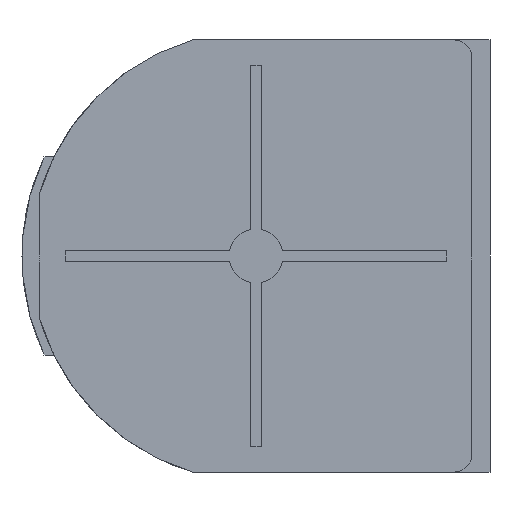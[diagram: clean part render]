
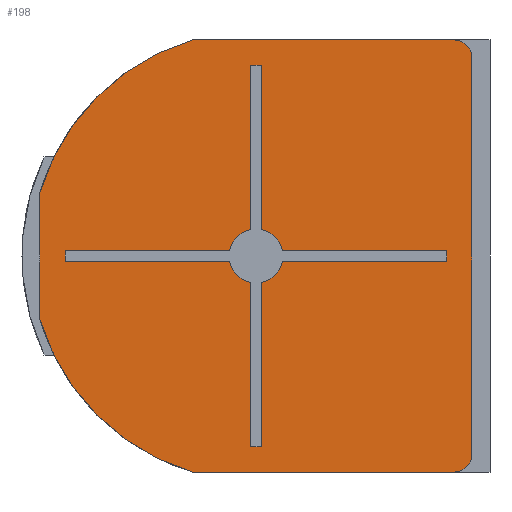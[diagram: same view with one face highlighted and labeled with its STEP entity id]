
A CAD part, left-side view. The second image highlights one B-rep face of the part: STEP entity #198.
In plain terms, the highlighted planar face has unit normal (-1, 0, 0).
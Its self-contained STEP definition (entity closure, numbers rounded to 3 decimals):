
#105=FACE_BOUND('',#348,.T.);
#106=FACE_BOUND('',#349,.T.);
#141=PLANE('',#1463);
#198=ADVANCED_FACE('',(#105,#106),#141,.F.);
#348=EDGE_LOOP('',(#838,#839,#840,#841,#842,#843,#844,#845,#846,#847,#848,
#849,#850,#851,#852,#853));
#349=EDGE_LOOP('',(#854,#855,#856,#857,#858,#859,#860,#861));
#440=LINE('',#1971,#580);
#442=LINE('',#1975,#582);
#444=LINE('',#1979,#584);
#447=LINE('',#1987,#587);
#449=LINE('',#1991,#589);
#451=LINE('',#1995,#591);
#454=LINE('',#2003,#594);
#456=LINE('',#2007,#596);
#458=LINE('',#2011,#598);
#461=LINE('',#2019,#601);
#463=LINE('',#2023,#603);
#465=LINE('',#2027,#605);
#476=LINE('',#2051,#616);
#482=LINE('',#2067,#622);
#483=LINE('',#2070,#623);
#484=LINE('',#2074,#624);
#580=VECTOR('',#1592,1.);
#582=VECTOR('',#1596,1.);
#584=VECTOR('',#1600,1.);
#587=VECTOR('',#1609,1.);
#589=VECTOR('',#1613,1.);
#591=VECTOR('',#1617,1.);
#594=VECTOR('',#1626,1.);
#596=VECTOR('',#1630,1.);
#598=VECTOR('',#1634,1.);
#601=VECTOR('',#1643,1.);
#603=VECTOR('',#1647,1.);
#605=VECTOR('',#1651,1.);
#616=VECTOR('',#1676,1.);
#622=VECTOR('',#1690,1.);
#623=VECTOR('',#1693,1.);
#624=VECTOR('',#1696,1.);
#838=ORIENTED_EDGE('',*,*,#1263,.F.);
#839=ORIENTED_EDGE('',*,*,#1261,.F.);
#840=ORIENTED_EDGE('',*,*,#1259,.F.);
#841=ORIENTED_EDGE('',*,*,#1257,.F.);
#842=ORIENTED_EDGE('',*,*,#1255,.F.);
#843=ORIENTED_EDGE('',*,*,#1253,.F.);
#844=ORIENTED_EDGE('',*,*,#1251,.F.);
#845=ORIENTED_EDGE('',*,*,#1249,.F.);
#846=ORIENTED_EDGE('',*,*,#1247,.F.);
#847=ORIENTED_EDGE('',*,*,#1245,.F.);
#848=ORIENTED_EDGE('',*,*,#1243,.F.);
#849=ORIENTED_EDGE('',*,*,#1241,.F.);
#850=ORIENTED_EDGE('',*,*,#1239,.F.);
#851=ORIENTED_EDGE('',*,*,#1237,.F.);
#852=ORIENTED_EDGE('',*,*,#1235,.F.);
#853=ORIENTED_EDGE('',*,*,#1232,.F.);
#854=ORIENTED_EDGE('',*,*,#1283,.T.);
#855=ORIENTED_EDGE('',*,*,#1284,.T.);
#856=ORIENTED_EDGE('',*,*,#1275,.F.);
#857=ORIENTED_EDGE('',*,*,#1282,.T.);
#858=ORIENTED_EDGE('',*,*,#1285,.F.);
#859=ORIENTED_EDGE('',*,*,#1286,.F.);
#860=ORIENTED_EDGE('',*,*,#1287,.F.);
#861=ORIENTED_EDGE('',*,*,#1194,.F.);
#1068=VERTEX_POINT('',#1886);
#1069=VERTEX_POINT('',#1888);
#1101=VERTEX_POINT('',#1966);
#1102=VERTEX_POINT('',#1967);
#1103=VERTEX_POINT('',#1972);
#1104=VERTEX_POINT('',#1976);
#1105=VERTEX_POINT('',#1980);
#1106=VERTEX_POINT('',#1984);
#1107=VERTEX_POINT('',#1988);
#1108=VERTEX_POINT('',#1992);
#1109=VERTEX_POINT('',#1996);
#1110=VERTEX_POINT('',#2000);
#1111=VERTEX_POINT('',#2004);
#1112=VERTEX_POINT('',#2008);
#1113=VERTEX_POINT('',#2012);
#1114=VERTEX_POINT('',#2016);
#1115=VERTEX_POINT('',#2020);
#1116=VERTEX_POINT('',#2024);
#1123=VERTEX_POINT('',#2052);
#1124=VERTEX_POINT('',#2053);
#1128=VERTEX_POINT('',#2064);
#1129=VERTEX_POINT('',#2068);
#1130=VERTEX_POINT('',#2071);
#1131=VERTEX_POINT('',#2073);
#1194=EDGE_CURVE('',#1068,#1069,#1379,.T.);
#1232=EDGE_CURVE('',#1101,#1102,#1386,.T.);
#1235=EDGE_CURVE('',#1102,#1103,#440,.T.);
#1237=EDGE_CURVE('',#1103,#1104,#442,.T.);
#1239=EDGE_CURVE('',#1104,#1105,#444,.T.);
#1241=EDGE_CURVE('',#1105,#1106,#1387,.T.);
#1243=EDGE_CURVE('',#1106,#1107,#447,.T.);
#1245=EDGE_CURVE('',#1107,#1108,#449,.T.);
#1247=EDGE_CURVE('',#1108,#1109,#451,.T.);
#1249=EDGE_CURVE('',#1109,#1110,#1388,.T.);
#1251=EDGE_CURVE('',#1110,#1111,#454,.T.);
#1253=EDGE_CURVE('',#1111,#1112,#456,.T.);
#1255=EDGE_CURVE('',#1112,#1113,#458,.T.);
#1257=EDGE_CURVE('',#1113,#1114,#1389,.T.);
#1259=EDGE_CURVE('',#1114,#1115,#461,.T.);
#1261=EDGE_CURVE('',#1115,#1116,#463,.T.);
#1263=EDGE_CURVE('',#1116,#1101,#465,.T.);
#1275=EDGE_CURVE('',#1123,#1124,#476,.T.);
#1282=EDGE_CURVE('',#1123,#1128,#1392,.T.);
#1283=EDGE_CURVE('',#1068,#1129,#482,.T.);
#1284=EDGE_CURVE('',#1129,#1124,#1393,.T.);
#1285=EDGE_CURVE('',#1130,#1128,#483,.T.);
#1286=EDGE_CURVE('',#1131,#1130,#1394,.T.);
#1287=EDGE_CURVE('',#1069,#1131,#484,.T.);
#1379=CIRCLE('',#1416,6.25);
#1386=CIRCLE('',#1431,0.75);
#1387=CIRCLE('',#1436,0.75);
#1388=CIRCLE('',#1441,0.75);
#1389=CIRCLE('',#1446,0.75);
#1392=CIRCLE('',#1459,0.5);
#1393=CIRCLE('',#1461,0.5);
#1394=CIRCLE('',#1462,6.25);
#1416=AXIS2_PLACEMENT_3D('',#1887,#1525,#1526);
#1431=AXIS2_PLACEMENT_3D('',#1965,#1586,#1587);
#1436=AXIS2_PLACEMENT_3D('',#1983,#1604,#1605);
#1441=AXIS2_PLACEMENT_3D('',#1999,#1621,#1622);
#1446=AXIS2_PLACEMENT_3D('',#2015,#1638,#1639);
#1459=AXIS2_PLACEMENT_3D('',#2065,#1686,#1687);
#1461=AXIS2_PLACEMENT_3D('',#2069,#1691,#1692);
#1462=AXIS2_PLACEMENT_3D('',#2072,#1694,#1695);
#1463=AXIS2_PLACEMENT_3D('',#2075,#1697,#1698);
#1525=DIRECTION('',(1.,0.,0.));
#1526=DIRECTION('',(0.,0.,1.));
#1586=DIRECTION('',(-1.,0.,0.));
#1587=DIRECTION('',(0.,0.,1.));
#1592=DIRECTION('',(0.,0.,-1.));
#1596=DIRECTION('',(0.,-1.,0.));
#1600=DIRECTION('',(0.,0.,1.));
#1604=DIRECTION('',(-1.,0.,0.));
#1605=DIRECTION('',(0.,0.,1.));
#1609=DIRECTION('',(0.,-1.,0.));
#1613=DIRECTION('',(0.,0.,1.));
#1617=DIRECTION('',(0.,1.,0.));
#1621=DIRECTION('',(-1.,0.,0.));
#1622=DIRECTION('',(0.,0.,1.));
#1626=DIRECTION('',(0.,0.,1.));
#1630=DIRECTION('',(0.,1.,0.));
#1634=DIRECTION('',(0.,0.,-1.));
#1638=DIRECTION('',(-1.,0.,0.));
#1639=DIRECTION('',(0.,0.,1.));
#1643=DIRECTION('',(0.,1.,0.));
#1647=DIRECTION('',(0.,0.,-1.));
#1651=DIRECTION('',(0.,-1.,0.));
#1676=DIRECTION('',(0.,0.,-1.));
#1686=DIRECTION('',(-1.,0.,0.));
#1687=DIRECTION('',(0.,0.,-1.));
#1690=DIRECTION('',(0.,-1.,0.));
#1691=DIRECTION('',(-1.,0.,0.));
#1692=DIRECTION('',(0.,0.,-1.));
#1693=DIRECTION('',(0.,-1.,0.));
#1694=DIRECTION('',(1.,0.,0.));
#1695=DIRECTION('',(0.,0.,1.));
#1696=DIRECTION('',(0.,0.,1.));
#1697=DIRECTION('',(1.,0.,0.));
#1698=DIRECTION('',(0.,0.,1.));
#1886=CARTESIAN_POINT('',(-21.8,8.25,-6.));
#1887=CARTESIAN_POINT('',(-21.8,6.5,0.));
#1888=CARTESIAN_POINT('',(-21.8,12.5,-1.75));
#1965=CARTESIAN_POINT('',(-21.8,6.5,0.));
#1966=CARTESIAN_POINT('',(-21.8,7.235,-0.15));
#1967=CARTESIAN_POINT('',(-21.8,6.65,-0.735));
#1971=CARTESIAN_POINT('',(-21.8,6.65,-5.3));
#1972=CARTESIAN_POINT('',(-21.8,6.65,-5.3));
#1975=CARTESIAN_POINT('',(-21.8,6.35,-5.3));
#1976=CARTESIAN_POINT('',(-21.8,6.35,-5.3));
#1979=CARTESIAN_POINT('',(-21.8,6.35,-0.735));
#1980=CARTESIAN_POINT('',(-21.8,6.35,-0.735));
#1983=CARTESIAN_POINT('',(-21.8,6.5,0.));
#1984=CARTESIAN_POINT('',(-21.8,5.765,-0.15));
#1987=CARTESIAN_POINT('',(-21.8,5.765,-0.15));
#1988=CARTESIAN_POINT('',(-21.8,1.2,-0.15));
#1991=CARTESIAN_POINT('',(-21.8,1.2,-0.15));
#1992=CARTESIAN_POINT('',(-21.8,1.2,0.15));
#1995=CARTESIAN_POINT('',(-21.8,1.2,0.15));
#1996=CARTESIAN_POINT('',(-21.8,5.765,0.15));
#1999=CARTESIAN_POINT('',(-21.8,6.5,0.));
#2000=CARTESIAN_POINT('',(-21.8,6.35,0.735));
#2003=CARTESIAN_POINT('',(-21.8,6.35,5.3));
#2004=CARTESIAN_POINT('',(-21.8,6.35,5.3));
#2007=CARTESIAN_POINT('',(-21.8,6.65,5.3));
#2008=CARTESIAN_POINT('',(-21.8,6.65,5.3));
#2011=CARTESIAN_POINT('',(-21.8,6.65,0.735));
#2012=CARTESIAN_POINT('',(-21.8,6.65,0.735));
#2015=CARTESIAN_POINT('',(-21.8,6.5,0.));
#2016=CARTESIAN_POINT('',(-21.8,7.235,0.15));
#2019=CARTESIAN_POINT('',(-21.8,7.235,0.15));
#2020=CARTESIAN_POINT('',(-21.8,11.8,0.15));
#2023=CARTESIAN_POINT('',(-21.8,11.8,0.15));
#2024=CARTESIAN_POINT('',(-21.8,11.8,-0.15));
#2027=CARTESIAN_POINT('',(-21.8,11.8,-0.15));
#2051=CARTESIAN_POINT('',(-21.8,0.5,6.));
#2052=CARTESIAN_POINT('',(-21.8,0.5,5.5));
#2053=CARTESIAN_POINT('',(-21.8,0.5,-5.5));
#2064=CARTESIAN_POINT('',(-21.8,1.,6.));
#2065=CARTESIAN_POINT('',(-21.8,1.,5.5));
#2067=CARTESIAN_POINT('',(-21.8,6.2,-6.));
#2068=CARTESIAN_POINT('',(-21.8,1.,-6.));
#2069=CARTESIAN_POINT('',(-21.8,1.,-5.5));
#2070=CARTESIAN_POINT('',(-21.8,6.2,6.));
#2071=CARTESIAN_POINT('',(-21.8,8.25,6.));
#2072=CARTESIAN_POINT('',(-21.8,6.5,0.));
#2073=CARTESIAN_POINT('',(-21.8,12.5,1.75));
#2074=CARTESIAN_POINT('',(-21.8,12.5,6.));
#2075=CARTESIAN_POINT('',(-21.8,6.2,-6.));
